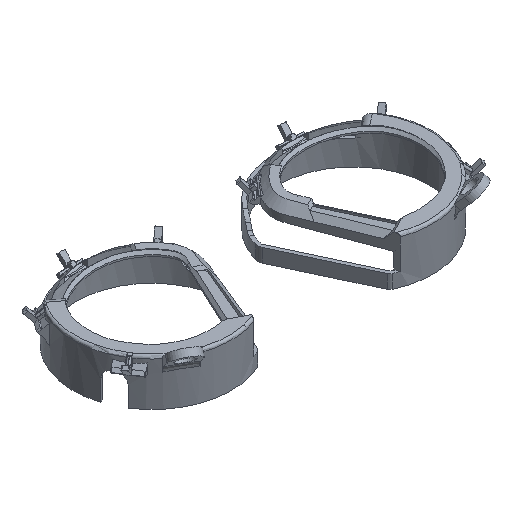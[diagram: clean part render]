
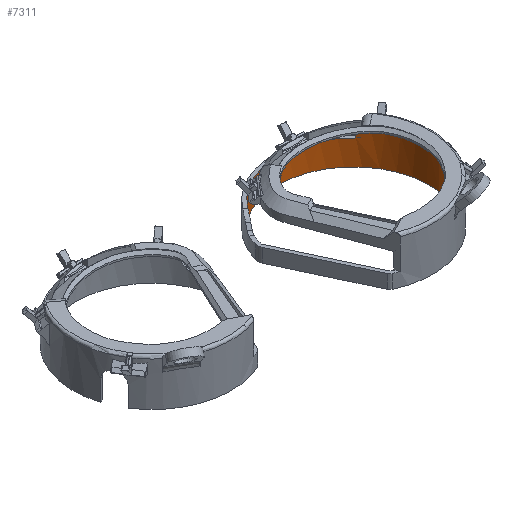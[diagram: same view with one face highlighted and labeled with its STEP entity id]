
A CAD part, isometric view. The second image highlights one B-rep face of the part: STEP entity #7311.
In plain terms, the highlighted cylindrical face has radius 29.35 mm (diameter 58.7 mm), a partial arc.
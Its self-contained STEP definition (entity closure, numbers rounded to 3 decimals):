
#52=ELLIPSE('',#7741,47.366,29.35);
#165=CYLINDRICAL_SURFACE('',#7740,29.35);
#270=CIRCLE('',#7742,29.35);
#271=CIRCLE('',#7743,29.35);
#272=CIRCLE('',#7744,29.35);
#517=B_SPLINE_CURVE_WITH_KNOTS('',3,(#13187,#13188,#13189,#13190,#13191,
#13192,#13193,#13194,#13195,#13196),.UNSPECIFIED.,.F.,.F.,(4,2,2,2,4),(1.834,
1.891,2.081,2.272,2.281),
 .UNSPECIFIED.);
#518=B_SPLINE_CURVE_WITH_KNOTS('',3,(#13202,#13203,#13204,#13205,#13206,
#13207,#13208,#13209),.UNSPECIFIED.,.F.,.F.,(4,2,2,4),(0.932,
1.01,1.088,1.112),.UNSPECIFIED.);
#519=B_SPLINE_CURVE_WITH_KNOTS('',3,(#13218,#13219,#13220,#13221,#13222,
#13223,#13224,#13225,#13226,#13227,#13228,#13229,#13230,#13231,#13232,#13233,
#13234,#13235,#13236),.UNSPECIFIED.,.F.,.F.,(4,3,3,3,3,3,4),(-5.67,
-5.21,-4.986,-4.807,-4.481,
-4.201,-3.901),.UNSPECIFIED.);
#520=B_SPLINE_CURVE_WITH_KNOTS('',3,(#13238,#13239,#13240,#13241),
 .UNSPECIFIED.,.F.,.F.,(4,4),(-1.206,-0.962),
 .UNSPECIFIED.);
#853=FACE_OUTER_BOUND('',#1233,.T.);
#1233=EDGE_LOOP('',(#5394,#5395,#5396,#5397,#5398,#5399,#5400,#5401,#5402,
#5403,#5404));
#1721=LINE('',#13213,#2332);
#1722=LINE('',#13217,#2333);
#1723=LINE('',#13243,#2334);
#2332=VECTOR('',#8610,10.);
#2333=VECTOR('',#8613,10.);
#2334=VECTOR('',#8614,10.);
#3031=VERTEX_POINT('',#13158);
#3032=VERTEX_POINT('',#13184);
#3033=VERTEX_POINT('',#13186);
#3034=VERTEX_POINT('',#13199);
#3035=VERTEX_POINT('',#13201);
#3036=VERTEX_POINT('',#13210);
#3037=VERTEX_POINT('',#13212);
#3038=VERTEX_POINT('',#13214);
#3039=VERTEX_POINT('',#13216);
#3040=VERTEX_POINT('',#13237);
#3041=VERTEX_POINT('',#13242);
#3921=EDGE_CURVE('',#3032,#3033,#517,.T.);
#3923=EDGE_CURVE('',#3034,#3032,#52,.T.);
#3924=EDGE_CURVE('',#3035,#3034,#518,.T.);
#3925=EDGE_CURVE('',#3036,#3035,#270,.T.);
#3926=EDGE_CURVE('',#3037,#3036,#1721,.T.);
#3927=EDGE_CURVE('',#3038,#3037,#271,.T.);
#3928=EDGE_CURVE('',#3038,#3039,#1722,.T.);
#3929=EDGE_CURVE('',#3031,#3039,#519,.T.);
#3930=EDGE_CURVE('',#3031,#3040,#520,.T.);
#3931=EDGE_CURVE('',#3040,#3041,#1723,.T.);
#3932=EDGE_CURVE('',#3041,#3033,#272,.T.);
#5394=ORIENTED_EDGE('',*,*,#3921,.F.);
#5395=ORIENTED_EDGE('',*,*,#3923,.F.);
#5396=ORIENTED_EDGE('',*,*,#3924,.F.);
#5397=ORIENTED_EDGE('',*,*,#3925,.F.);
#5398=ORIENTED_EDGE('',*,*,#3926,.F.);
#5399=ORIENTED_EDGE('',*,*,#3927,.F.);
#5400=ORIENTED_EDGE('',*,*,#3928,.T.);
#5401=ORIENTED_EDGE('',*,*,#3929,.F.);
#5402=ORIENTED_EDGE('',*,*,#3930,.T.);
#5403=ORIENTED_EDGE('',*,*,#3931,.T.);
#5404=ORIENTED_EDGE('',*,*,#3932,.T.);
#7311=ADVANCED_FACE('',(#853),#165,.F.);
#7740=AXIS2_PLACEMENT_3D('',#13198,#8604,#8605);
#7741=AXIS2_PLACEMENT_3D('',#13200,#8606,#8607);
#7742=AXIS2_PLACEMENT_3D('',#13211,#8608,#8609);
#7743=AXIS2_PLACEMENT_3D('',#13215,#8611,#8612);
#7744=AXIS2_PLACEMENT_3D('',#13244,#8615,#8616);
#8604=DIRECTION('center_axis',(0.,0.,1.));
#8605=DIRECTION('ref_axis',(0.275,0.962,0.));
#8606=DIRECTION('center_axis',(0.525,0.584,-0.62));
#8607=DIRECTION('ref_axis',(-0.414,-0.461,-0.785));
#8608=DIRECTION('center_axis',(0.,0.,-1.));
#8609=DIRECTION('ref_axis',(-0.967,0.253,0.));
#8610=DIRECTION('',(0.,0.,1.));
#8611=DIRECTION('center_axis',(0.,0.,1.));
#8612=DIRECTION('ref_axis',(-0.967,0.253,0.));
#8613=DIRECTION('',(0.,0.,1.));
#8614=DIRECTION('',(0.,0.,-1.));
#8615=DIRECTION('center_axis',(0.,0.,1.));
#8616=DIRECTION('ref_axis',(-0.967,0.253,0.));
#13158=CARTESIAN_POINT('',(0.288,18.567,12.341));
#13184=CARTESIAN_POINT('',(-46.53,12.546,7.819));
#13186=CARTESIAN_POINT('',(-44.312,15.946,9.72));
#13187=CARTESIAN_POINT('Ctrl Pts',(-46.53,12.546,7.819));
#13188=CARTESIAN_POINT('Ctrl Pts',(-46.47,12.654,7.972));
#13189=CARTESIAN_POINT('Ctrl Pts',(-46.405,12.768,8.115));
#13190=CARTESIAN_POINT('Ctrl Pts',(-46.112,13.278,8.694));
#13191=CARTESIAN_POINT('Ctrl Pts',(-45.817,13.768,9.08));
#13192=CARTESIAN_POINT('Ctrl Pts',(-45.135,14.813,9.593));
#13193=CARTESIAN_POINT('Ctrl Pts',(-44.746,15.368,9.721));
#13194=CARTESIAN_POINT('Ctrl Pts',(-44.347,15.9,9.721));
#13195=CARTESIAN_POINT('Ctrl Pts',(-44.33,15.923,9.721));
#13196=CARTESIAN_POINT('Ctrl Pts',(-44.312,15.946,9.72));
#13198=CARTESIAN_POINT('Origin',(-20.895,-1.747,0.));
#13199=CARTESIAN_POINT('',(-47.196,11.278,6.061));
#13200=CARTESIAN_POINT('Origin',(-20.895,-1.747,16.069));
#13201=CARTESIAN_POINT('',(-47.884,9.786,5.3));
#13202=CARTESIAN_POINT('Ctrl Pts',(-47.884,9.786,5.3));
#13203=CARTESIAN_POINT('Ctrl Pts',(-47.782,10.026,5.3));
#13204=CARTESIAN_POINT('Ctrl Pts',(-47.668,10.281,5.349));
#13205=CARTESIAN_POINT('Ctrl Pts',(-47.453,10.75,5.551));
#13206=CARTESIAN_POINT('Ctrl Pts',(-47.35,10.964,5.705));
#13207=CARTESIAN_POINT('Ctrl Pts',(-47.243,11.184,5.94));
#13208=CARTESIAN_POINT('Ctrl Pts',(-47.219,11.232,5.998));
#13209=CARTESIAN_POINT('Ctrl Pts',(-47.196,11.278,6.061));
#13210=CARTESIAN_POINT('',(-49.29,5.681,5.3));
#13211=CARTESIAN_POINT('Origin',(-20.895,-1.747,5.3));
#13212=CARTESIAN_POINT('',(-49.29,5.681,0.));
#13213=CARTESIAN_POINT('',(-49.29,5.681,0.));
#13214=CARTESIAN_POINT('',(7.136,-10.445,0.));
#13215=CARTESIAN_POINT('Origin',(-20.895,-1.747,0.));
#13216=CARTESIAN_POINT('',(7.136,-10.445,13.402));
#13217=CARTESIAN_POINT('',(7.136,-10.445,0.));
#13218=CARTESIAN_POINT('Ctrl Pts',(0.288,18.567,12.341));
#13219=CARTESIAN_POINT('Ctrl Pts',(1.769,17.024,12.542));
#13220=CARTESIAN_POINT('Ctrl Pts',(3.087,15.309,12.742));
#13221=CARTESIAN_POINT('Ctrl Pts',(4.199,13.474,12.902));
#13222=CARTESIAN_POINT('Ctrl Pts',(4.741,12.582,12.98));
#13223=CARTESIAN_POINT('Ctrl Pts',(5.236,11.658,13.036));
#13224=CARTESIAN_POINT('Ctrl Pts',(5.685,10.699,13.071));
#13225=CARTESIAN_POINT('Ctrl Pts',(6.045,9.931,13.1));
#13226=CARTESIAN_POINT('Ctrl Pts',(6.387,9.119,13.12));
#13227=CARTESIAN_POINT('Ctrl Pts',(6.721,8.192,13.144));
#13228=CARTESIAN_POINT('Ctrl Pts',(7.327,6.508,13.187));
#13229=CARTESIAN_POINT('Ctrl Pts',(7.868,4.519,13.242));
#13230=CARTESIAN_POINT('Ctrl Pts',(8.179,2.266,13.281));
#13231=CARTESIAN_POINT('Ctrl Pts',(8.446,0.335,13.314));
#13232=CARTESIAN_POINT('Ctrl Pts',(8.529,-1.823,13.324));
#13233=CARTESIAN_POINT('Ctrl Pts',(8.376,-3.903,13.337));
#13234=CARTESIAN_POINT('Ctrl Pts',(8.211,-6.139,13.352));
#13235=CARTESIAN_POINT('Ctrl Pts',(7.793,-8.329,13.408));
#13236=CARTESIAN_POINT('Ctrl Pts',(7.136,-10.445,13.402));
#13237=CARTESIAN_POINT('',(0.288,18.567,9.9));
#13238=CARTESIAN_POINT('Ctrl Pts',(0.288,18.567,12.341));
#13239=CARTESIAN_POINT('Ctrl Pts',(0.288,18.567,11.527));
#13240=CARTESIAN_POINT('Ctrl Pts',(0.288,18.567,10.714));
#13241=CARTESIAN_POINT('Ctrl Pts',(0.288,18.567,9.9));
#13242=CARTESIAN_POINT('',(0.288,18.567,9.72));
#13243=CARTESIAN_POINT('',(0.288,18.567,9.9));
#13244=CARTESIAN_POINT('Origin',(-20.895,-1.747,9.72));
